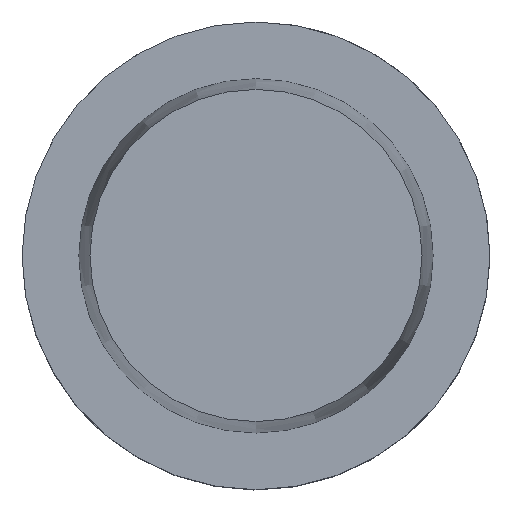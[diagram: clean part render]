
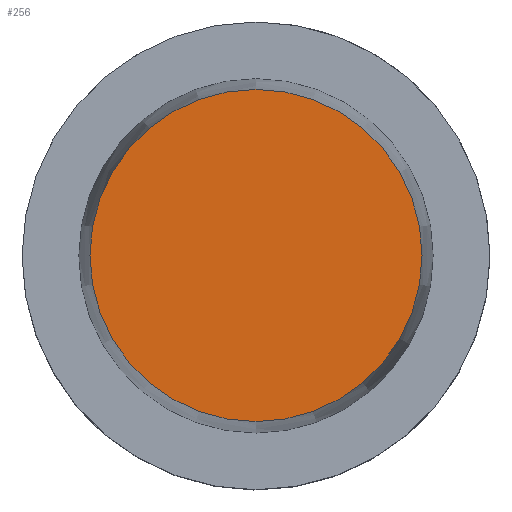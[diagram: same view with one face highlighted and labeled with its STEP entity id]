
A CAD part, top view. The second image highlights one B-rep face of the part: STEP entity #256.
In plain terms, the highlighted planar face has unit normal (0, 0, 1).
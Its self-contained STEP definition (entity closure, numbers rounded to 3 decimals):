
#249=EDGE_CURVE('Unnamed[1]',#552,#552,#553,.T.);
#256=ADVANCED_FACE('Unnamed[1]',(#562),#563,.T.);
#552=VERTEX_POINT('',#957);
#553=CIRCLE('',#958,35.5);
#562=FACE_OUTER_BOUND('',#970,.T.);
#563=PLANE('',#971);
#957=CARTESIAN_POINT('',(0.,35.5,50.));
#958=AXIS2_PLACEMENT_3D('',#1380,#1381,#1382);
#970=EDGE_LOOP('',(#1390));
#971=AXIS2_PLACEMENT_3D('',#1391,#1392,#1393);
#1380=CARTESIAN_POINT('',(0.,0.,50.));
#1381=DIRECTION('',(0.,0.,-1.0));
#1382=DIRECTION('',(0.,1.0,0.));
#1390=ORIENTED_EDGE('',*,*,#249,.F.);
#1391=CARTESIAN_POINT('',(0.,17.75,50.));
#1392=DIRECTION('',(0.,0.,1.0));
#1393=DIRECTION('',(0.,-1.0,0.));
